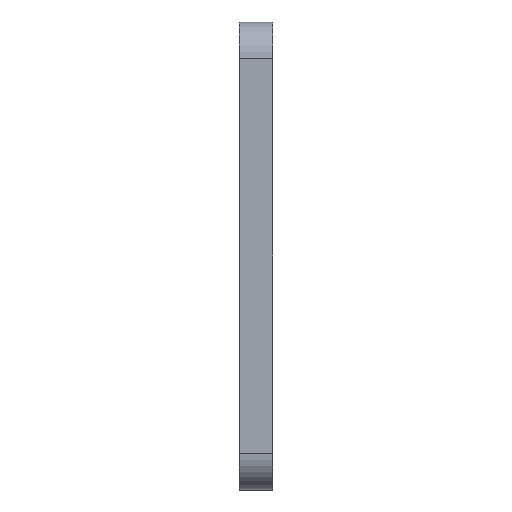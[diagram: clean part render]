
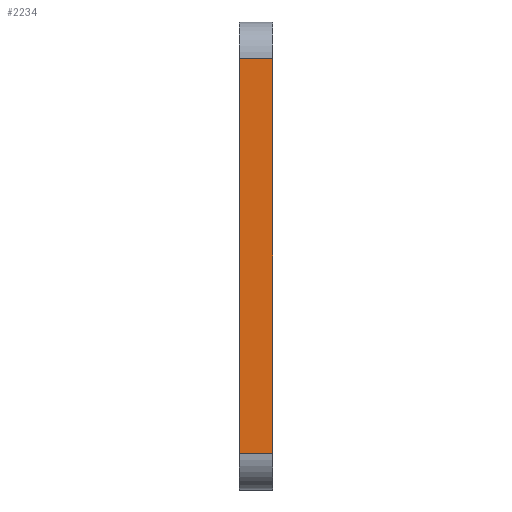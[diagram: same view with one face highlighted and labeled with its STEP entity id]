
A CAD part, left-side view. The second image highlights one B-rep face of the part: STEP entity #2234.
In plain terms, the highlighted planar face has unit normal (-1, 0, 0).
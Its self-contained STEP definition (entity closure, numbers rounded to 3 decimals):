
#1274=CARTESIAN_POINT('POINT100',(-2.24,0.125,-0.839));
#1275=VERTEX_POINT('VERTEX100',#1274);
#1283=CARTESIAN_POINT('POINT101',(-2.24,0.125,0.643));
#1284=VERTEX_POINT('VERTEX101',#1283);
#1285=CARTESIAN_POINT('POS118',(-2.24,0.125,-0.839));
#1286=DIRECTION('DIR195',(0.,0.,1.));
#1287=VECTOR('VEC41',#1286,1.);
#1288=LINE('STRAIGHT41',#1285,#1287);
#1289=EDGE_CURVE('EDGE136',#1284,#1275,#1288,.F.);
#2188=CARTESIAN_POINT('POINT157',(-2.24,0.,-0.839));
#2189=VERTEX_POINT('VERTEX157',#2188);
#2197=CARTESIAN_POINT('POS206',(-2.24,0.,-0.839));
#2198=DIRECTION('DIR328',(0.,1.,0.));
#2199=VECTOR('VEC84',#2198,1.);
#2200=LINE('STRAIGHT84',#2197,#2199);
#2201=EDGE_CURVE('EDGE229',#2189,#1275,#2200,.T.);
#2211=CARTESIAN_POINT('POINT158',(-2.24,0.,0.643));
#2212=VERTEX_POINT('VERTEX158',#2211);
#2213=CARTESIAN_POINT('POS208',(-2.24,0.,0.643));
#2214=DIRECTION('DIR331',(0.,1.,0.));
#2215=VECTOR('VEC85',#2214,1.);
#2216=LINE('STRAIGHT85',#2213,#2215);
#2217=EDGE_CURVE('EDGE230',#1284,#2212,#2216,.F.);
#2218=ORIENTED_EDGE('COEDGE395',*,*,#2217,.F.);
#2219=ORIENTED_EDGE('COEDGE396',*,*,#1289,.T.);
#2220=ORIENTED_EDGE('COEDGE397',*,*,#2201,.F.);
#2221=CARTESIAN_POINT('POS209',(-2.24,0.,-0.839));
#2222=DIRECTION('DIR332',(0.,0.,1.));
#2223=VECTOR('VEC86',#2222,1.);
#2224=LINE('STRAIGHT86',#2221,#2223);
#2225=EDGE_CURVE('EDGE231',#2189,#2212,#2224,.T.);
#2226=ORIENTED_EDGE('COEDGE398',*,*,#2225,.T.);
#2227=EDGE_LOOP('NONE',(#2218,#2219,#2220,#2226));
#2228=FACE_BOUND('LOOP1',#2227,.T.);
#2229=CARTESIAN_POINT('POS210',(-2.24,0.,-0.977));
#2230=DIRECTION('DIR333',(-1.,0.,0.));
#2231=DIRECTION('DIR334',(0.,1.,0.));
#2232=AXIS2_PLACEMENT_3D('AXIS124',#2229,#2230,#2231);
#2233=PLANE('PLANE17',#2232);
#2234=ADVANCED_FACE('FACE85',(#2228),#2233,.T.);
